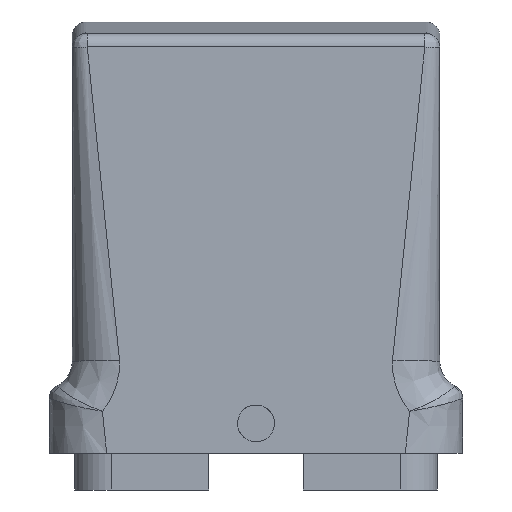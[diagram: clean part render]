
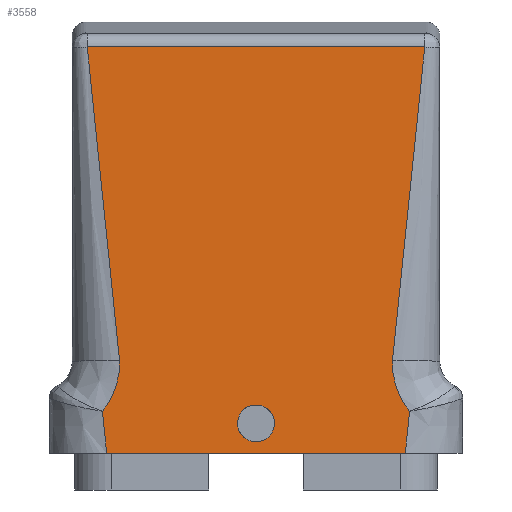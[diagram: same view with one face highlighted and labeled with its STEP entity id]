
A CAD part, front view. The second image highlights one B-rep face of the part: STEP entity #3558.
In plain terms, the highlighted planar face has unit normal (0, -1, 0.013).
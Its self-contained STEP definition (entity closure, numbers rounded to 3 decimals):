
#3459=AXIS2_PLACEMENT_3D('Plane Axis2P3D',#3456,#3457,#3458) ;
#127=CARTESIAN_POINT('Vertex',(48.51,9.06,12.582)) ;
#141=CARTESIAN_POINT('Vertex',(41.49,9.11,16.418)) ;
#145=CARTESIAN_POINT('Control Point',(48.51,9.06,12.582)) ;
#146=CARTESIAN_POINT('Control Point',(48.181,9.052,11.98)) ;
#147=CARTESIAN_POINT('Control Point',(47.723,9.045,11.448)) ;
#148=CARTESIAN_POINT('Control Point',(47.159,9.04,11.026)) ;
#149=CARTESIAN_POINT('Control Point',(45.605,9.03,10.323)) ;
#150=CARTESIAN_POINT('Control Point',(43.868,9.032,10.469)) ;
#151=CARTESIAN_POINT('Control Point',(42.906,9.038,10.874)) ;
#152=CARTESIAN_POINT('Control Point',(41.461,9.054,12.126)) ;
#153=CARTESIAN_POINT('Control Point',(40.9,9.078,13.932)) ;
#154=CARTESIAN_POINT('Control Point',(40.874,9.089,14.822)) ;
#155=CARTESIAN_POINT('Control Point',(41.083,9.1,15.674)) ;
#156=CARTESIAN_POINT('Control Point',(41.49,9.11,16.418)) ;
#171=CARTESIAN_POINT('Control Point',(41.49,9.11,16.418)) ;
#172=CARTESIAN_POINT('Control Point',(41.819,9.118,17.02)) ;
#173=CARTESIAN_POINT('Control Point',(42.277,9.125,17.552)) ;
#174=CARTESIAN_POINT('Control Point',(42.841,9.131,17.974)) ;
#175=CARTESIAN_POINT('Control Point',(44.395,9.14,18.677)) ;
#176=CARTESIAN_POINT('Control Point',(46.132,9.138,18.531)) ;
#177=CARTESIAN_POINT('Control Point',(47.094,9.133,18.126)) ;
#178=CARTESIAN_POINT('Control Point',(48.539,9.116,16.874)) ;
#179=CARTESIAN_POINT('Control Point',(49.1,9.093,15.068)) ;
#180=CARTESIAN_POINT('Control Point',(49.126,9.081,14.178)) ;
#181=CARTESIAN_POINT('Control Point',(48.917,9.07,13.326)) ;
#182=CARTESIAN_POINT('Control Point',(48.51,9.06,12.582)) ;
#3401=CARTESIAN_POINT('Vertex',(12.5,9.,8.)) ;
#3405=CARTESIAN_POINT('Control Point',(11.57,9.12,17.129)) ;
#3406=CARTESIAN_POINT('Control Point',(11.634,9.111,16.503)) ;
#3407=CARTESIAN_POINT('Control Point',(11.698,9.103,15.871)) ;
#3408=CARTESIAN_POINT('Control Point',(11.762,9.095,15.235)) ;
#3409=CARTESIAN_POINT('Control Point',(11.946,9.071,13.428)) ;
#3410=CARTESIAN_POINT('Control Point',(12.134,9.047,11.596)) ;
#3411=CARTESIAN_POINT('Control Point',(12.257,9.031,10.398)) ;
#3412=CARTESIAN_POINT('Control Point',(12.378,9.016,9.199)) ;
#3413=CARTESIAN_POINT('Control Point',(12.5,9.,8.)) ;
#3414=CARTESIAN_POINT('Vertex',(11.57,9.12,17.129)) ;
#3456=CARTESIAN_POINT('Axis2P3D Location',(45.,10.957,157.476)) ;
#3462=CARTESIAN_POINT('Control Point',(8.273,10.158,96.422)) ;
#3463=CARTESIAN_POINT('Control Point',(8.976,10.067,89.497)) ;
#3464=CARTESIAN_POINT('Control Point',(9.68,9.976,82.582)) ;
#3465=CARTESIAN_POINT('Control Point',(10.376,9.888,75.813)) ;
#3466=CARTESIAN_POINT('Control Point',(11.504,9.744,64.826)) ;
#3467=CARTESIAN_POINT('Control Point',(12.613,9.601,53.927)) ;
#3468=CARTESIAN_POINT('Control Point',(13.022,9.548,49.894)) ;
#3469=CARTESIAN_POINT('Control Point',(13.71,9.459,43.074)) ;
#3470=CARTESIAN_POINT('Control Point',(14.405,9.371,36.325)) ;
#3471=CARTESIAN_POINT('Control Point',(14.696,9.334,33.544)) ;
#3472=CARTESIAN_POINT('Control Point',(14.99,9.299,30.829)) ;
#3473=CARTESIAN_POINT('Control Point',(15.298,9.264,28.135)) ;
#3474=CARTESIAN_POINT('Vertex',(15.298,9.264,28.135)) ;
#3476=CARTESIAN_POINT('Vertex',(8.273,10.158,96.422)) ;
#3480=CARTESIAN_POINT('Control Point',(15.298,9.264,28.135)) ;
#3481=CARTESIAN_POINT('Control Point',(15.364,9.243,26.583)) ;
#3482=CARTESIAN_POINT('Control Point',(15.238,9.223,25.009)) ;
#3483=CARTESIAN_POINT('Control Point',(14.916,9.202,23.45)) ;
#3484=CARTESIAN_POINT('Control Point',(14.147,9.172,21.176)) ;
#3485=CARTESIAN_POINT('Control Point',(12.987,9.145,19.085)) ;
#3486=CARTESIAN_POINT('Control Point',(12.554,9.136,18.404)) ;
#3487=CARTESIAN_POINT('Control Point',(12.08,9.128,17.751)) ;
#3488=CARTESIAN_POINT('Control Point',(11.57,9.12,17.129)) ;
#3490=CARTESIAN_POINT('Line Origine',(45.,9.,8.)) ;
#3494=CARTESIAN_POINT('Vertex',(77.5,9.,8.)) ;
#3498=CARTESIAN_POINT('Control Point',(78.43,9.12,17.129)) ;
#3499=CARTESIAN_POINT('Control Point',(78.324,9.106,16.085)) ;
#3500=CARTESIAN_POINT('Control Point',(78.218,9.092,15.033)) ;
#3501=CARTESIAN_POINT('Control Point',(78.095,9.076,13.831)) ;
#3502=CARTESIAN_POINT('Control Point',(77.911,9.053,12.033)) ;
#3503=CARTESIAN_POINT('Control Point',(77.726,9.029,10.225)) ;
#3504=CARTESIAN_POINT('Control Point',(77.651,9.019,9.483)) ;
#3505=CARTESIAN_POINT('Control Point',(77.575,9.01,8.742)) ;
#3506=CARTESIAN_POINT('Control Point',(77.5,9.,8.)) ;
#3507=CARTESIAN_POINT('Vertex',(78.43,9.12,17.129)) ;
#3511=CARTESIAN_POINT('Control Point',(74.702,9.264,28.135)) ;
#3512=CARTESIAN_POINT('Control Point',(74.636,9.243,26.583)) ;
#3513=CARTESIAN_POINT('Control Point',(74.762,9.223,25.009)) ;
#3514=CARTESIAN_POINT('Control Point',(75.084,9.202,23.45)) ;
#3515=CARTESIAN_POINT('Control Point',(75.853,9.172,21.176)) ;
#3516=CARTESIAN_POINT('Control Point',(77.013,9.145,19.085)) ;
#3517=CARTESIAN_POINT('Control Point',(77.446,9.136,18.404)) ;
#3518=CARTESIAN_POINT('Control Point',(77.92,9.128,17.751)) ;
#3519=CARTESIAN_POINT('Control Point',(78.43,9.12,17.129)) ;
#3520=CARTESIAN_POINT('Vertex',(74.702,9.264,28.135)) ;
#3524=CARTESIAN_POINT('Control Point',(81.727,10.158,96.422)) ;
#3525=CARTESIAN_POINT('Control Point',(81.024,10.067,89.497)) ;
#3526=CARTESIAN_POINT('Control Point',(80.32,9.976,82.582)) ;
#3527=CARTESIAN_POINT('Control Point',(79.624,9.888,75.813)) ;
#3528=CARTESIAN_POINT('Control Point',(78.496,9.744,64.826)) ;
#3529=CARTESIAN_POINT('Control Point',(77.387,9.601,53.927)) ;
#3530=CARTESIAN_POINT('Control Point',(76.978,9.548,49.894)) ;
#3531=CARTESIAN_POINT('Control Point',(76.29,9.459,43.074)) ;
#3532=CARTESIAN_POINT('Control Point',(75.595,9.371,36.325)) ;
#3533=CARTESIAN_POINT('Control Point',(75.304,9.334,33.544)) ;
#3534=CARTESIAN_POINT('Control Point',(75.01,9.299,30.829)) ;
#3535=CARTESIAN_POINT('Control Point',(74.702,9.264,28.135)) ;
#3536=CARTESIAN_POINT('Vertex',(81.727,10.158,96.422)) ;
#3539=CARTESIAN_POINT('Line Origine',(45.,10.158,96.422)) ;
#3457=DIRECTION('Axis2P3D Direction',(0.,-1.,0.013)) ;
#3458=DIRECTION('Axis2P3D XDirection',(-1.,0.,0.)) ;
#3491=DIRECTION('Vector Direction',(-1.,0.,0.)) ;
#3540=DIRECTION('Vector Direction',(1.,0.,0.)) ;
#3492=VECTOR('Line Direction',#3491,1.) ;
#3541=VECTOR('Line Direction',#3540,1.) ;
#3545=ORIENTED_EDGE('',*,*,#3478,.F.) ;
#3546=ORIENTED_EDGE('',*,*,#3489,.F.) ;
#3547=ORIENTED_EDGE('',*,*,#3416,.F.) ;
#3548=ORIENTED_EDGE('',*,*,#3496,.T.) ;
#3549=ORIENTED_EDGE('',*,*,#3509,.T.) ;
#3550=ORIENTED_EDGE('',*,*,#3522,.T.) ;
#3551=ORIENTED_EDGE('',*,*,#3538,.T.) ;
#3552=ORIENTED_EDGE('',*,*,#3543,.T.) ;
#3555=ORIENTED_EDGE('',*,*,#183,.T.) ;
#3556=ORIENTED_EDGE('',*,*,#157,.T.) ;
#3557=FACE_BOUND('',#3554,.T.) ;
#3558=ADVANCED_FACE('Brep With Voids',(#3553,#3557),#3460,.T.) ;
#144=B_SPLINE_CURVE_WITH_KNOTS('',5,(#145,#146,#147,#148,#149,#150,#151,#152,#153,#154,#155,#156),.UNSPECIFIED.,.F.,.U.,(6,3,3,6),(0.,4.931,11.969,18.058),.UNSPECIFIED.) ;
#170=B_SPLINE_CURVE_WITH_KNOTS('',5,(#171,#172,#173,#174,#175,#176,#177,#178,#179,#180,#181,#182),.UNSPECIFIED.,.F.,.U.,(6,3,3,6),(0.,4.931,11.969,18.058),.UNSPECIFIED.) ;
#3404=B_SPLINE_CURVE_WITH_KNOTS('',5,(#3405,#3406,#3407,#3408,#3409,#3410,#3411,#3412,#3413),.UNSPECIFIED.,.F.,.U.,(6,3,6),(176.598,179.795,185.625),.UNSPECIFIED.) ;
#3461=B_SPLINE_CURVE_WITH_KNOTS('',5,(#3462,#3463,#3464,#3465,#3466,#3467,#3468,#3469,#3470,#3471,#3472,#3473),.UNSPECIFIED.,.F.,.U.,(6,3,3,6),(0.,48.432,77.391,97.26),.UNSPECIFIED.) ;
#3479=B_SPLINE_CURVE_WITH_KNOTS('',5,(#3480,#3481,#3482,#3483,#3484,#3485,#3486,#3487,#3488),.UNSPECIFIED.,.F.,.U.,(6,3,6),(0.,11.154,16.826),.UNSPECIFIED.) ;
#3497=B_SPLINE_CURVE_WITH_KNOTS('',5,(#3498,#3499,#3500,#3501,#3502,#3503,#3504,#3505,#3506),.UNSPECIFIED.,.F.,.U.,(6,3,6),(0.,7.543,12.772),.UNSPECIFIED.) ;
#3510=B_SPLINE_CURVE_WITH_KNOTS('',5,(#3511,#3512,#3513,#3514,#3515,#3516,#3517,#3518,#3519),.UNSPECIFIED.,.F.,.U.,(6,3,6),(0.,11.154,16.826),.UNSPECIFIED.) ;
#3523=B_SPLINE_CURVE_WITH_KNOTS('',5,(#3524,#3525,#3526,#3527,#3528,#3529,#3530,#3531,#3532,#3533,#3534,#3535),.UNSPECIFIED.,.F.,.U.,(6,3,3,6),(0.,48.432,77.391,97.26),.UNSPECIFIED.) ;
#157=EDGE_CURVE('',#128,#142,#144,.T.) ;
#183=EDGE_CURVE('',#142,#128,#170,.T.) ;
#3416=EDGE_CURVE('',#3402,#3415,#3404,.F.) ;
#3478=EDGE_CURVE('',#3475,#3477,#3461,.F.) ;
#3489=EDGE_CURVE('',#3415,#3475,#3479,.F.) ;
#3496=EDGE_CURVE('',#3402,#3495,#3493,.F.) ;
#3509=EDGE_CURVE('',#3495,#3508,#3497,.F.) ;
#3522=EDGE_CURVE('',#3508,#3521,#3510,.F.) ;
#3538=EDGE_CURVE('',#3521,#3537,#3523,.F.) ;
#3543=EDGE_CURVE('',#3537,#3477,#3542,.F.) ;
#3544=EDGE_LOOP('',(#3545,#3546,#3547,#3548,#3549,#3550,#3551,#3552)) ;
#3554=EDGE_LOOP('',(#3555,#3556)) ;
#3553=FACE_OUTER_BOUND('',#3544,.T.) ;
#3493=LINE('Line',#3490,#3492) ;
#3542=LINE('Line',#3539,#3541) ;
#3460=PLANE('',#3459) ;
#128=VERTEX_POINT('',#127) ;
#142=VERTEX_POINT('',#141) ;
#3402=VERTEX_POINT('',#3401) ;
#3415=VERTEX_POINT('',#3414) ;
#3475=VERTEX_POINT('',#3474) ;
#3477=VERTEX_POINT('',#3476) ;
#3495=VERTEX_POINT('',#3494) ;
#3508=VERTEX_POINT('',#3507) ;
#3521=VERTEX_POINT('',#3520) ;
#3537=VERTEX_POINT('',#3536) ;
